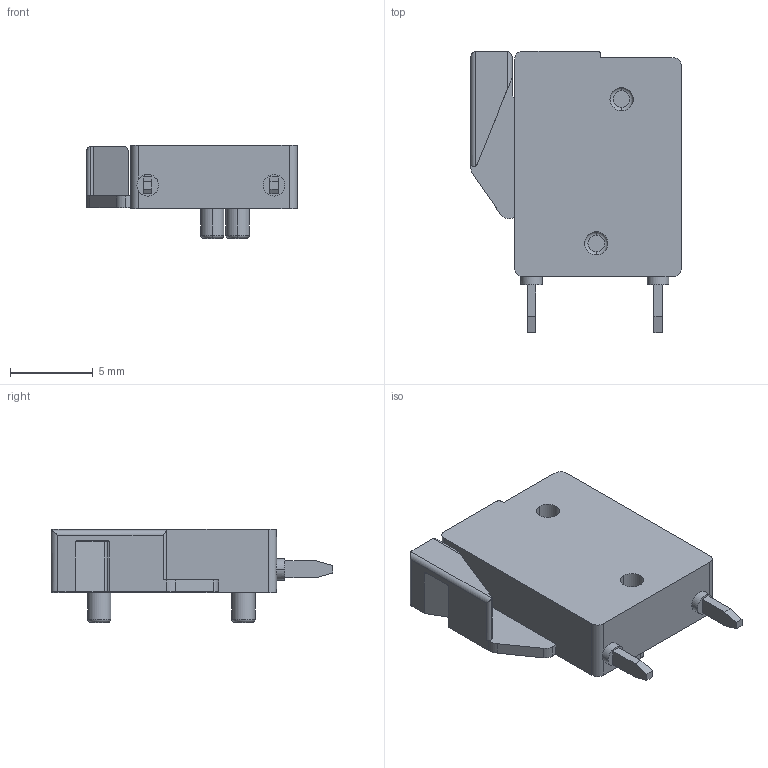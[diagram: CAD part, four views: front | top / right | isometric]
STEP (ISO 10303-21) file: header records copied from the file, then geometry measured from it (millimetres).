
FILE_DESCRIPTION(('STEP AP214'),'1');
FILE_NAME('1789647.stp','2015-09-14T18:08:52',('TraceParts'),('TraceParts S.A.'),'Spatial InterOp 3D',' ',' ');
FILE_SCHEMA(('automotive_design'));
Length unit declared in the file: millimetre
Products named in the file (1): ffkds-v-3.81|1#ffkds-v-3.81;ffkds-v-3.81
Bounding box: 12.7 x 17 x 5.61 mm (x, y, z)
Volume: 530.4 mm3; surface area: 645.3 mm2
Topology: 1 solids, 1 shells, 161 faces, 399 edges, 253 vertices
Faces by surface type: cylinder 67, plane 66, torus 24, cone 4
Entity records: 6621 total; most frequent: CARTESIAN_POINT 1372, DIRECTION 872, ORIENTED_EDGE 798, EDGE_CURVE 399, AXIS2_PLACEMENT_3D 330, VERTEX_POINT 253, LINE 212, VECTOR 212
